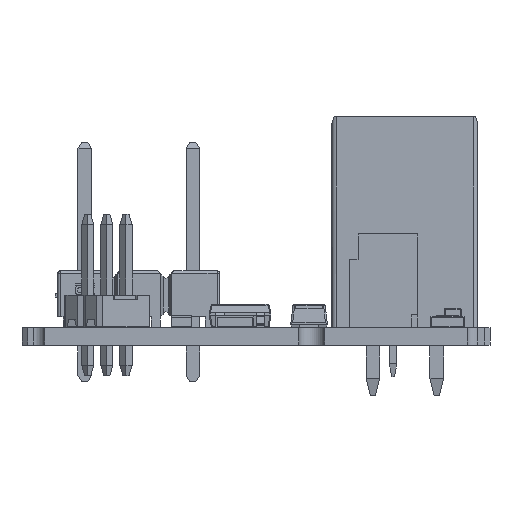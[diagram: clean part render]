
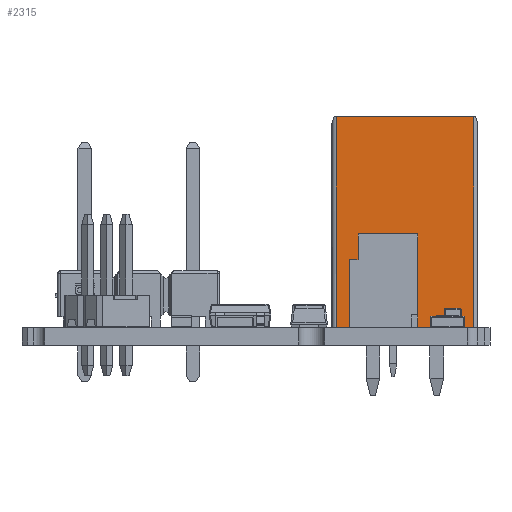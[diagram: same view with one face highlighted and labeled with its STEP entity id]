
A CAD part, left-side view. The second image highlights one B-rep face of the part: STEP entity #2315.
In plain terms, the highlighted face is planar.
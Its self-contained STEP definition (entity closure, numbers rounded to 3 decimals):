
#2288 = VERTEX_POINT('',#2289);
#2289 = CARTESIAN_POINT('',(3.225,0.,0.));
#2296 = EDGE_CURVE('',#2297,#2288,#2299,.T.);
#2297 = VERTEX_POINT('',#2298);
#2298 = CARTESIAN_POINT('',(3.225,9.91,0.));
#2299 = LINE('',#2300,#2301);
#2300 = CARTESIAN_POINT('',(3.225,9.91,0.));
#2301 = VECTOR('',#2302,1.);
#2302 = DIRECTION('',(0.,-1.,0.));
#2315 = ADVANCED_FACE('',(#2316),#2341,.F.);
#2316 = FACE_BOUND('',#2317,.T.);
#2317 = EDGE_LOOP('',(#2318,#2326,#2334,#2340));
#2318 = ORIENTED_EDGE('',*,*,#2319,.T.);
#2319 = EDGE_CURVE('',#2288,#2320,#2322,.T.);
#2320 = VERTEX_POINT('',#2321);
#2321 = CARTESIAN_POINT('',(-3.225,0.,0.));
#2322 = LINE('',#2323,#2324);
#2323 = CARTESIAN_POINT('',(3.225,0.,0.));
#2324 = VECTOR('',#2325,1.);
#2325 = DIRECTION('',(-1.,0.,0.));
#2326 = ORIENTED_EDGE('',*,*,#2327,.F.);
#2327 = EDGE_CURVE('',#2328,#2320,#2330,.T.);
#2328 = VERTEX_POINT('',#2329);
#2329 = CARTESIAN_POINT('',(-3.225,9.91,0.));
#2330 = LINE('',#2331,#2332);
#2331 = CARTESIAN_POINT('',(-3.225,9.91,0.));
#2332 = VECTOR('',#2333,1.);
#2333 = DIRECTION('',(0.,-1.,0.));
#2334 = ORIENTED_EDGE('',*,*,#2335,.F.);
#2335 = EDGE_CURVE('',#2297,#2328,#2336,.T.);
#2336 = LINE('',#2337,#2338);
#2337 = CARTESIAN_POINT('',(3.225,9.91,0.));
#2338 = VECTOR('',#2339,1.);
#2339 = DIRECTION('',(-1.,0.,0.));
#2340 = ORIENTED_EDGE('',*,*,#2296,.T.);
#2341 = PLANE('',#2342);
#2342 = AXIS2_PLACEMENT_3D('',#2343,#2344,#2345);
#2343 = CARTESIAN_POINT('',(3.225,9.91,0.));
#2344 = DIRECTION('',(0.,0.,1.));
#2345 = DIRECTION('',(1.,0.,0.));
